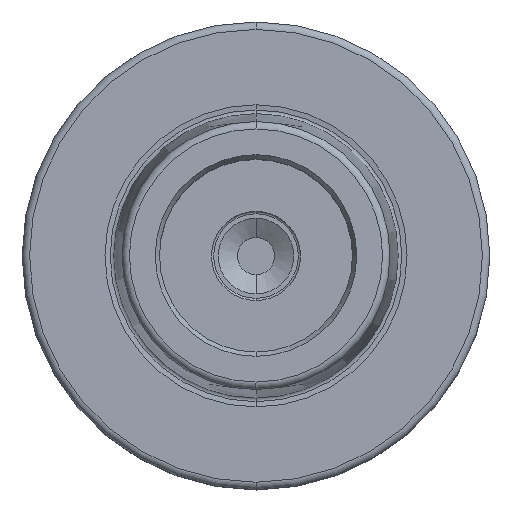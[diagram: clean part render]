
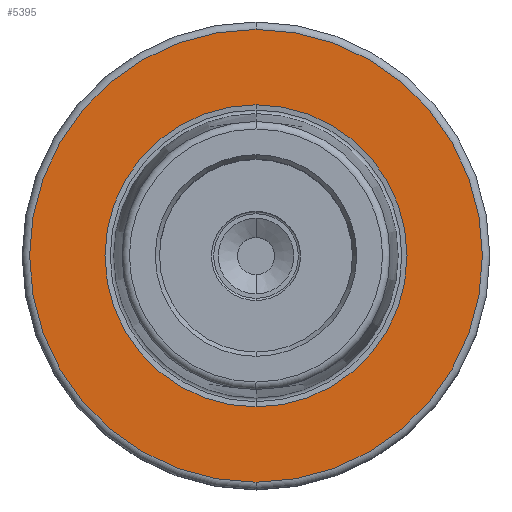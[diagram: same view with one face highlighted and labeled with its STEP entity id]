
A CAD part, top view. The second image highlights one B-rep face of the part: STEP entity #5395.
In plain terms, the highlighted planar face has unit normal (0, 0, 1).
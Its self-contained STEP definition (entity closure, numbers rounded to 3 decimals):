
#1636=CARTESIAN_POINT('',(0,0,26));
#1637=DIRECTION('',(0,0,1));
#1638=DIRECTION('',(0,1,0));
#1639=AXIS2_PLACEMENT_3D('',#1636,#1637,#1638);
#1641=CARTESIAN_POINT('',(0,0,26));
#1642=DIRECTION('',(0,0,1));
#1643=DIRECTION('',(0,-1,0));
#1644=AXIS2_PLACEMENT_3D('',#1641,#1642,#1643);
#1654=CARTESIAN_POINT('',(0,0,26));
#1655=DIRECTION('',(0,0,1));
#1656=DIRECTION('',(0,1,0));
#1657=AXIS2_PLACEMENT_3D('',#1654,#1655,#1656);
#1659=CARTESIAN_POINT('',(0,0,26));
#1660=DIRECTION('',(0,0,-1));
#1661=DIRECTION('',(0,1,0));
#1662=AXIS2_PLACEMENT_3D('',#1659,#1660,#1661);
#2799=CARTESIAN_POINT('',(0,20.344,26));
#2801=VERTEX_POINT('',#2799);
#2829=CARTESIAN_POINT('',(0,-20.344,26));
#2831=VERTEX_POINT('',#2829);
#2875=CARTESIAN_POINT('',(0,30.5,26));
#2876=CARTESIAN_POINT('',(0,-30.5,26));
#2877=VERTEX_POINT('',#2875);
#2878=VERTEX_POINT('',#2876);
#5379=CARTESIAN_POINT('',(0,0,26));
#5380=DIRECTION('',(0,0,-1));
#5381=DIRECTION('',(0,-1,0));
#5382=AXIS2_PLACEMENT_3D('',#5379,#5380,#5381);
#5383=PLANE('',#5382);
#5385=ORIENTED_EDGE('',*,*,#5384,.F.);
#5386=ORIENTED_EDGE('',*,*,#5369,.F.);
#5387=EDGE_LOOP('',(#5385,#5386));
#5388=FACE_OUTER_BOUND('',#5387,.F.);
#5390=ORIENTED_EDGE('',*,*,#5389,.T.);
#5392=ORIENTED_EDGE('',*,*,#5391,.F.);
#5393=EDGE_LOOP('',(#5390,#5392));
#5394=FACE_BOUND('',#5393,.F.);
#5395=ADVANCED_FACE('',(#5388,#5394),#5383,.F.);
#1640=CIRCLE('',#1639,30.5);
#1645=CIRCLE('',#1644,30.5);
#1658=CIRCLE('',#1657,20.344);
#1663=CIRCLE('',#1662,20.344);
#5369=EDGE_CURVE('',#2878,#2877,#1645,.T.);
#5384=EDGE_CURVE('',#2877,#2878,#1640,.T.);
#5389=EDGE_CURVE('',#2801,#2831,#1658,.T.);
#5391=EDGE_CURVE('',#2801,#2831,#1663,.T.);
